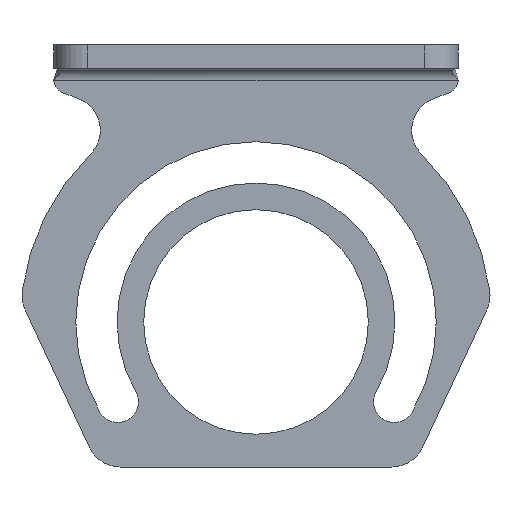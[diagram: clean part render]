
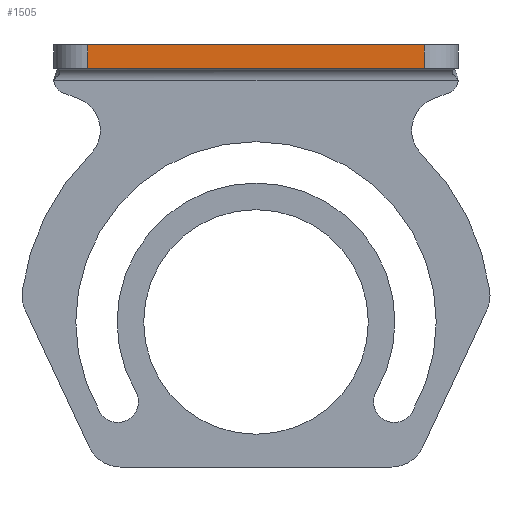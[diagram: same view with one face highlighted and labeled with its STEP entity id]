
A CAD part, front view. The second image highlights one B-rep face of the part: STEP entity #1505.
In plain terms, the highlighted planar face has unit normal (0, -1, 0).
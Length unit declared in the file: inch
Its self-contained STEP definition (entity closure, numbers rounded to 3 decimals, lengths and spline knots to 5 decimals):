
#173 = DIRECTION ( 'NONE',  ( 0., 0., -1. ) ) ;
#241 = VECTOR ( 'NONE', #482, 39.37008 ) ;
#388 = ORIENTED_EDGE ( 'NONE', *, *, #1318, .T. ) ;
#450 = CARTESIAN_POINT ( 'NONE',  ( 0.56102, -0.91861, -0.07874 ) ) ;
#462 = EDGE_CURVE ( 'NONE', #521, #1185, #672, .T. ) ;
#466 = CARTESIAN_POINT ( 'NONE',  ( -0.56102, -0.91861, -0.07874 ) ) ;
#482 = DIRECTION ( 'NONE',  ( 1., 0., 0. ) ) ;
#499 = LINE ( 'NONE', #466, #1872 ) ;
#521 = VERTEX_POINT ( 'NONE', #1227 ) ;
#623 = DIRECTION ( 'NONE',  ( 1., 0., 0. ) ) ;
#661 = CARTESIAN_POINT ( 'NONE',  ( 0.56102, -0.91861, -0.07874 ) ) ;
#672 = LINE ( 'NONE', #2869, #1702 ) ;
#842 = FACE_OUTER_BOUND ( 'NONE', #3217, .T. ) ;
#844 = ORIENTED_EDGE ( 'NONE', *, *, #462, .T. ) ;
#904 = LINE ( 'NONE', #450, #1495 ) ;
#1106 = CARTESIAN_POINT ( 'NONE',  ( -0.56102, -0.91861, -0.07874 ) ) ;
#1138 = CARTESIAN_POINT ( 'NONE',  ( 0.56102, -0.91861, 0. ) ) ;
#1158 = EDGE_CURVE ( 'NONE', #2420, #1185, #904, .T. ) ;
#1185 = VERTEX_POINT ( 'NONE', #661 ) ;
#1200 = ORIENTED_EDGE ( 'NONE', *, *, #1262, .F. ) ;
#1213 = LINE ( 'NONE', #1979, #241 ) ;
#1227 = CARTESIAN_POINT ( 'NONE',  ( -0.56102, -0.91861, -0.07874 ) ) ;
#1262 = EDGE_CURVE ( 'NONE', #1449, #2420, #1213, .T. ) ;
#1318 = EDGE_CURVE ( 'NONE', #1449, #521, #499, .T. ) ;
#1449 = VERTEX_POINT ( 'NONE', #2791 ) ;
#1495 = VECTOR ( 'NONE', #173, 39.37008 ) ;
#1505 = ADVANCED_FACE ( 'NONE', ( #842 ), #3053, .T. ) ;
#1702 = VECTOR ( 'NONE', #623, 39.37008 ) ;
#1872 = VECTOR ( 'NONE', #2986, 39.37008 ) ;
#1979 = CARTESIAN_POINT ( 'NONE',  ( 0., -0.91861, 0. ) ) ;
#2129 = DIRECTION ( 'NONE',  ( 0., 0., -1. ) ) ;
#2178 = ORIENTED_EDGE ( 'NONE', *, *, #1158, .F. ) ;
#2376 = DIRECTION ( 'NONE',  ( 0., -1., 0. ) ) ;
#2420 = VERTEX_POINT ( 'NONE', #1138 ) ;
#2791 = CARTESIAN_POINT ( 'NONE',  ( -0.56102, -0.91861, 0. ) ) ;
#2869 = CARTESIAN_POINT ( 'NONE',  ( -0.56102, -0.91861, -0.07874 ) ) ;
#2986 = DIRECTION ( 'NONE',  ( 0., 0., -1. ) ) ;
#3053 = PLANE ( 'NONE',  #3196 ) ;
#3196 = AXIS2_PLACEMENT_3D ( 'NONE', #1106, #2376, #2129 ) ;
#3217 = EDGE_LOOP ( 'NONE', ( #1200, #388, #844, #2178 ) ) ;
